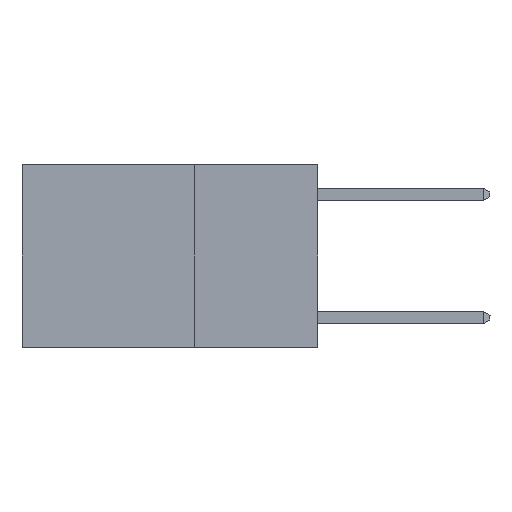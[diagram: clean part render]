
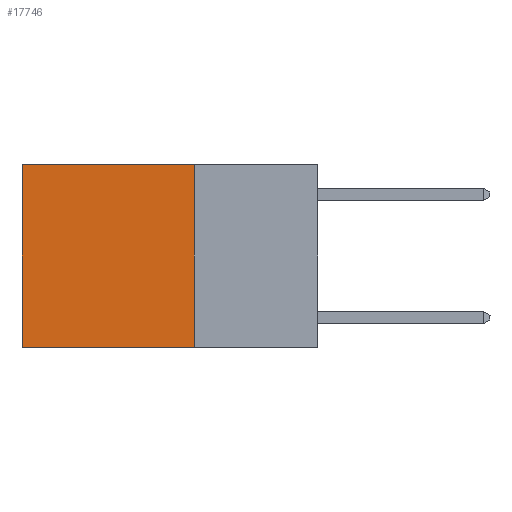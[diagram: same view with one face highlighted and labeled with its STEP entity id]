
A CAD part, left-side view. The second image highlights one B-rep face of the part: STEP entity #17746.
In plain terms, the highlighted planar face has unit normal (-1, 0, 0).
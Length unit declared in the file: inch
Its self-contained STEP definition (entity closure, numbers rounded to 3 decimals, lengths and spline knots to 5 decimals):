
#390 = ORIENTED_EDGE ( 'NONE', *, *, #11648, .T. ) ;
#1051 = PLANE ( 'NONE',  #7555 ) ;
#2541 = DIRECTION ( 'NONE',  ( 0., 0., -1. ) ) ;
#7201 = EDGE_CURVE ( 'NONE', #12480, #10872, #12250, .T. ) ;
#7459 = CARTESIAN_POINT ( 'NONE',  ( 0.2625, 0.25, -0.37 ) ) ;
#7511 = CARTESIAN_POINT ( 'NONE',  ( 0.2625, 0.25, 0. ) ) ;
#7555 = AXIS2_PLACEMENT_3D ( 'NONE', #7511, #14664, #16145 ) ;
#8563 = VERTEX_POINT ( 'NONE', #9577 ) ;
#9577 = CARTESIAN_POINT ( 'NONE',  ( 0.2625, 0.6, -0.37 ) ) ;
#10872 = VERTEX_POINT ( 'NONE', #11585 ) ;
#10952 = CARTESIAN_POINT ( 'NONE',  ( 0.2625, 0.25, 0. ) ) ;
#11369 = VECTOR ( 'NONE', #18272, 39.37008 ) ;
#11585 = CARTESIAN_POINT ( 'NONE',  ( 0.2625, 0.25, -0.37 ) ) ;
#11648 = EDGE_CURVE ( 'NONE', #12480, #11914, #12225, .T. ) ;
#11914 = VERTEX_POINT ( 'NONE', #16456 ) ;
#12225 = LINE ( 'NONE', #10952, #15977 ) ;
#12250 = LINE ( 'NONE', #18370, #11369 ) ;
#12480 = VERTEX_POINT ( 'NONE', #16798 ) ;
#12972 = EDGE_CURVE ( 'NONE', #10872, #8563, #14898, .T. ) ;
#13525 = DIRECTION ( 'NONE',  ( 0., 1., 0. ) ) ;
#13615 = ORIENTED_EDGE ( 'NONE', *, *, #14260, .T. ) ;
#13699 = CARTESIAN_POINT ( 'NONE',  ( 0.2625, 0.6, 0. ) ) ;
#14260 = EDGE_CURVE ( 'NONE', #11914, #8563, #15365, .T. ) ;
#14664 = DIRECTION ( 'NONE',  ( 1., 0., 0. ) ) ;
#14898 = LINE ( 'NONE', #7459, #16615 ) ;
#15365 = LINE ( 'NONE', #13699, #15376 ) ;
#15376 = VECTOR ( 'NONE', #2541, 39.37008 ) ;
#15736 = EDGE_LOOP ( 'NONE', ( #13615, #17282, #18540, #390 ) ) ;
#15977 = VECTOR ( 'NONE', #18547, 39.37008 ) ;
#16145 = DIRECTION ( 'NONE',  ( 0., 0., -1. ) ) ;
#16433 = FACE_OUTER_BOUND ( 'NONE', #15736, .T. ) ;
#16456 = CARTESIAN_POINT ( 'NONE',  ( 0.2625, 0.6, 0. ) ) ;
#16615 = VECTOR ( 'NONE', #13525, 39.37008 ) ;
#16798 = CARTESIAN_POINT ( 'NONE',  ( 0.2625, 0.25, 0. ) ) ;
#17282 = ORIENTED_EDGE ( 'NONE', *, *, #12972, .F. ) ;
#17746 = ADVANCED_FACE ( 'NONE', ( #16433 ), #1051, .F. ) ;
#18272 = DIRECTION ( 'NONE',  ( 0., 0., -1. ) ) ;
#18370 = CARTESIAN_POINT ( 'NONE',  ( 0.2625, 0.25, 0. ) ) ;
#18540 = ORIENTED_EDGE ( 'NONE', *, *, #7201, .F. ) ;
#18547 = DIRECTION ( 'NONE',  ( 0., 1., 0. ) ) ;
